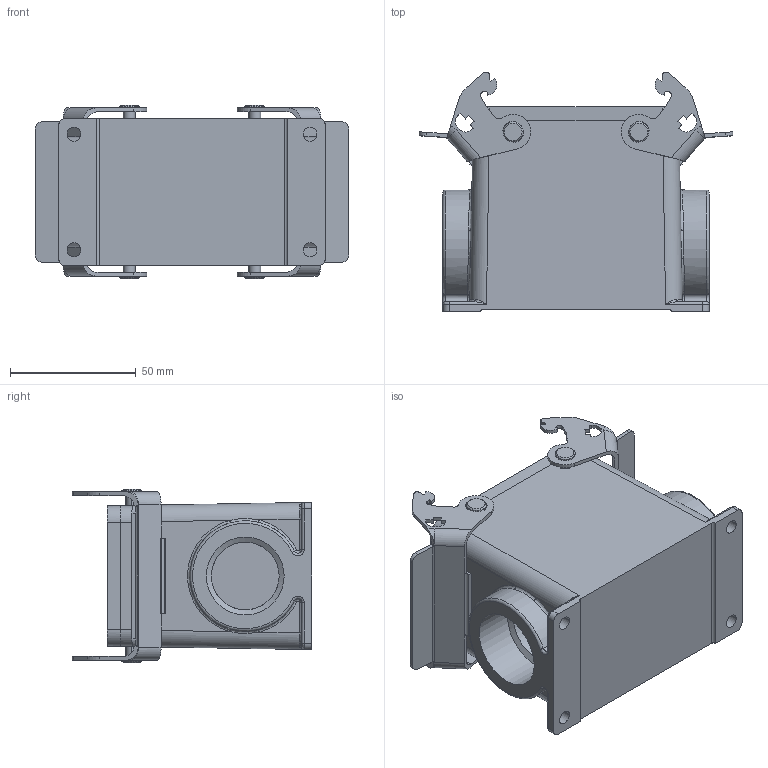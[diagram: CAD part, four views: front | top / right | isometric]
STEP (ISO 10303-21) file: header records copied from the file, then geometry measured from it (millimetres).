
FILE_DESCRIPTION(/* description */ (''),/* implementation_level */ '2;1');
FILE_NAME(/* name */ 'C146_10N032_500_4.stp',/* time_stamp */ '2015-11-05T09:48:39+01:00',/* author */ (''),/* organization */ (''),/* preprocessor_version */ 'ST-DEVELOPER v15',/* originating_system */ 'SIEMENS PLM Software NX 9.0',/* authorisation */ '');
FILE_SCHEMA (('AP203_CONFIGURATION_CONTROLLED_3D_DESIGN_OF_MECHANICAL_PARTS_AND_ASSEMBLIES_MIM_LF { 1 0 10303 403 2 1 2}'));
Length unit declared in the file: millimetre
Products named in the file (1): jens17D8E3FFc0yr
Bounding box: 124.95 x 95.37 x 69 mm (x, y, z)
Volume: 170826.5 mm3; surface area: 69054.6 mm2
Topology: 1 solids, 3 shells, 535 faces, 1397 edges, 875 vertices
Faces by surface type: cylinder 223, plane 203, bspline 50, cone 41, torus 18
Full cylindrical faces by diameter (mm): 2.5 x8, 31 x1
Entity records: 19834 total; most frequent: CARTESIAN_POINT 6966, ORIENTED_EDGE 2708, DIRECTION 2592, EDGE_CURVE 1354, AXIS2_PLACEMENT_3D 932, VERTEX_POINT 866, LINE 728, VECTOR 728
